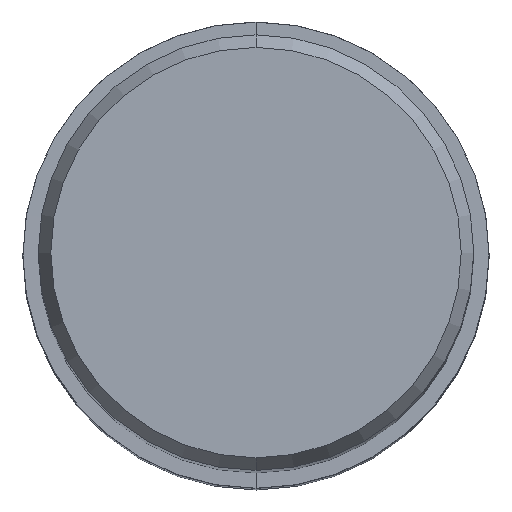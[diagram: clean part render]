
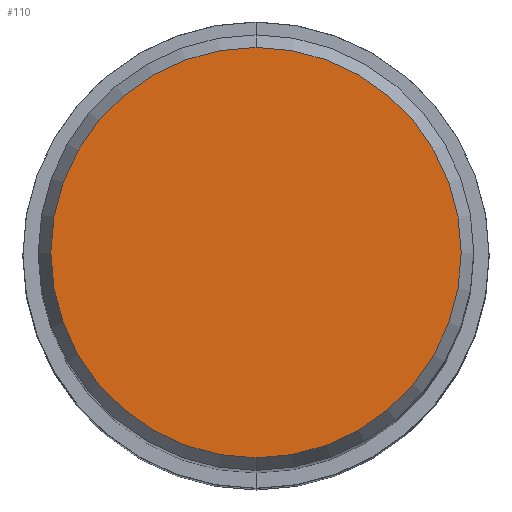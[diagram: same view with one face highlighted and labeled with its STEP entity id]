
A CAD part, top view. The second image highlights one B-rep face of the part: STEP entity #110.
In plain terms, the highlighted planar face has unit normal (0, 0, 1).
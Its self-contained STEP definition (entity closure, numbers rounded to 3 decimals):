
#88=VERTEX_POINT('',#201);
#92=EDGE_CURVE('',#88,#142,#205,.T.);
#110=ADVANCED_FACE('',(#225),#226,.T.);
#130=EDGE_CURVE('',#142,#88,#248,.T.);
#142=VERTEX_POINT('',#260);
#201=CARTESIAN_POINT('',(0.0,7.479,0.01));
#205=CIRCLE('',#328,7.479);
#225=FACE_OUTER_BOUND('',#352,.T.);
#226=PLANE('',#353);
#248=CIRCLE('',#387,7.479);
#260=CARTESIAN_POINT('',(0.,-7.479,0.01));
#328=AXIS2_PLACEMENT_3D('',#446,#447,#448);
#352=EDGE_LOOP('',(#476,#477));
#353=AXIS2_PLACEMENT_3D('',#478,#479,#480);
#387=AXIS2_PLACEMENT_3D('',#507,#508,#509);
#446=CARTESIAN_POINT('',(0.0,0.0,0.01));
#447=DIRECTION('',(0.0,0.0,-1.0));
#448=DIRECTION('',(0.0,1.0,0.0));
#476=ORIENTED_EDGE('',*,*,#92,.F.);
#477=ORIENTED_EDGE('',*,*,#130,.F.);
#478=CARTESIAN_POINT('',(0.0,3.74,0.01));
#479=DIRECTION('',(-0.0,0.0,1.0));
#480=DIRECTION('',(0.0,-1.0,0.0));
#507=CARTESIAN_POINT('',(0.0,0.0,0.01));
#508=DIRECTION('',(0.0,0.0,-1.0));
#509=DIRECTION('',(0.0,1.0,0.0));
